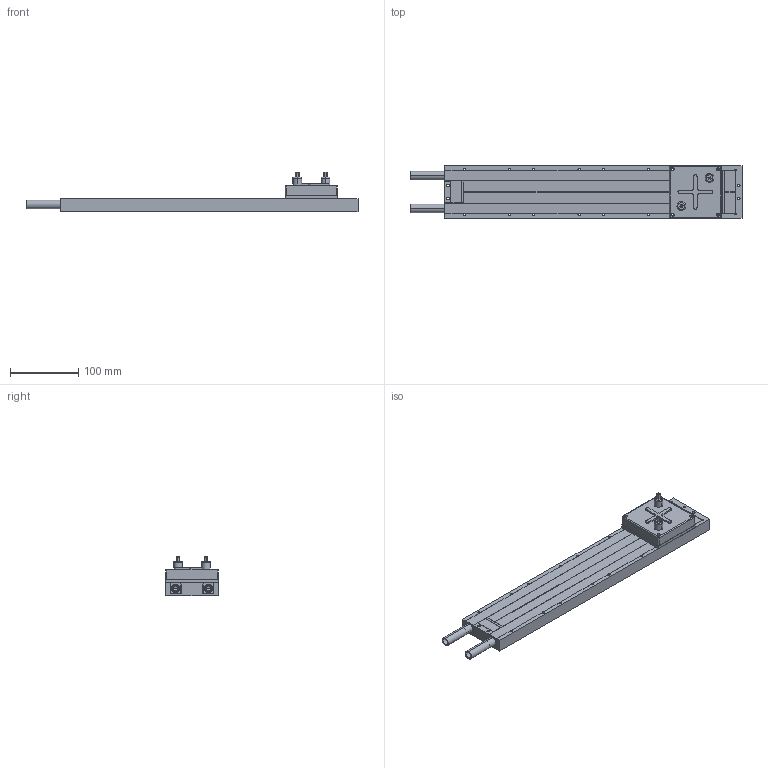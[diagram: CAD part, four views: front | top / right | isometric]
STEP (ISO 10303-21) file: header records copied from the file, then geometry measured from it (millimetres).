
FILE_DESCRIPTION (( 'STEP AP203' ), '1' );
FILE_NAME ('HT-TAP2000-4.STEP', '2017-09-26T14:31:37', ( '' ), ( '' ), 'SwSTEP 2.0', 'SolidWorks 2013', '' );
FILE_SCHEMA (( 'CONFIG_CONTROL_DESIGN' ));
Length unit declared in the file: inch
Products named in the file (11): HT-IN-OUT-ADAPTER-.4OD; HT-SIDEBYSIDE-CONNECTOR; BP-TAP2000-4; ST-CON-14.9-4; RT-.5OD-2.0; SMALLER GAP FILL; ST-INOUT-16-4; HT-TAP2000-4; LARGER GAP FILL; TAP2000 RESISTOR
Assembly tree (15 placements, depth 2):
  HT-TAP2000-4
    BP-TAP2000-4
    ST-INOUT-16-4
    ST-CON-14.9-4  x2
    HT-SIDEBYSIDE-CONNECTOR  x3
    HT-IN-OUT-ADAPTER-.4OD  x2
    RT-.5OD-2.0  x2
    ST-INOUT-16-4
    TAP2000 RESISTOR
    LARGER GAP FILL
    SMALLER GAP FILL
Bounding box: 485.77 x 76.2 x 58.5 mm (x, y, z)
Volume: 602573.1 mm3; surface area: 320984.6 mm2
Topology: 16 solids, 16 shells, 395 faces, 1035 edges, 667 vertices
Faces by surface type: plane 225, cylinder 153, torus 13, sphere 4
Entity records: 11390 total; most frequent: CARTESIAN_POINT 1972, DIRECTION 1761, ORIENTED_EDGE 1650, EDGE_CURVE 825, AXIS2_PLACEMENT_3D 624, VERTEX_POINT 535, LINE 513, VECTOR 513
